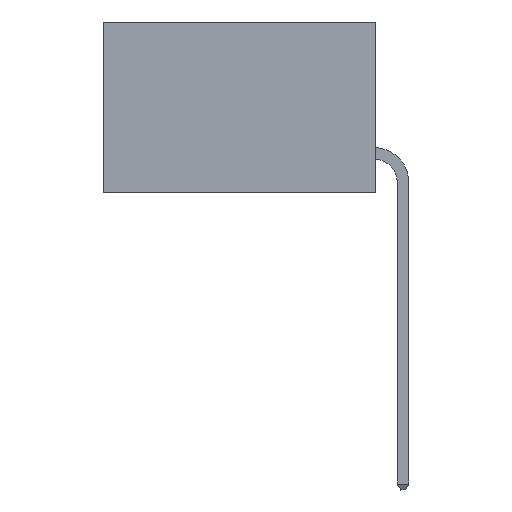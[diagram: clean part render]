
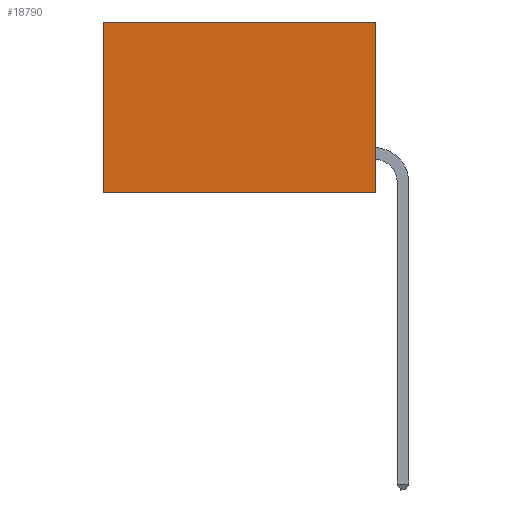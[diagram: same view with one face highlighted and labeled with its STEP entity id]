
A CAD part, left-side view. The second image highlights one B-rep face of the part: STEP entity #18790.
In plain terms, the highlighted planar face has unit normal (-1, 0, 0).
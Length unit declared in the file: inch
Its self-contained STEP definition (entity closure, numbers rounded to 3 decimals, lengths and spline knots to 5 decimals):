
#731 = LINE ( 'NONE', #2108, #9128 ) ;
#1375 = VECTOR ( 'NONE', #17803, 39.37008 ) ;
#1445 = PLANE ( 'NONE',  #6455 ) ;
#2108 = CARTESIAN_POINT ( 'NONE',  ( 0.277, 0.59, -0.37 ) ) ;
#2417 = VERTEX_POINT ( 'NONE', #10310 ) ;
#3128 = DIRECTION ( 'NONE',  ( 1., 0., 0. ) ) ;
#4487 = VECTOR ( 'NONE', #4785, 39.37008 ) ;
#4569 = CARTESIAN_POINT ( 'NONE',  ( 0.277, 0., -0.37 ) ) ;
#4708 = CARTESIAN_POINT ( 'NONE',  ( 0.277, 0., -0.37 ) ) ;
#4785 = DIRECTION ( 'NONE',  ( 0., 0., -1. ) ) ;
#4933 = ORIENTED_EDGE ( 'NONE', *, *, #13729, .F. ) ;
#5541 = EDGE_LOOP ( 'NONE', ( #9366, #19484, #4933, #19505 ) ) ;
#6406 = EDGE_CURVE ( 'NONE', #2417, #18627, #10574, .T. ) ;
#6455 = AXIS2_PLACEMENT_3D ( 'NONE', #19719, #3128, #14793 ) ;
#8941 = LINE ( 'NONE', #4708, #4487 ) ;
#9128 = VECTOR ( 'NONE', #19026, 39.37008 ) ;
#9270 = EDGE_CURVE ( 'NONE', #18627, #12978, #731, .T. ) ;
#9366 = ORIENTED_EDGE ( 'NONE', *, *, #9270, .T. ) ;
#10310 = CARTESIAN_POINT ( 'NONE',  ( 0.277, 0., 0. ) ) ;
#10574 = LINE ( 'NONE', #15933, #15463 ) ;
#11316 = CARTESIAN_POINT ( 'NONE',  ( 0.277, 0.59, -0.37 ) ) ;
#12786 = CARTESIAN_POINT ( 'NONE',  ( 0.277, 0., -0.37 ) ) ;
#12978 = VERTEX_POINT ( 'NONE', #11316 ) ;
#13667 = VERTEX_POINT ( 'NONE', #4569 ) ;
#13729 = EDGE_CURVE ( 'NONE', #2417, #13667, #8941, .T. ) ;
#14793 = DIRECTION ( 'NONE',  ( 0., 0., -1. ) ) ;
#15463 = VECTOR ( 'NONE', #15878, 39.37008 ) ;
#15705 = LINE ( 'NONE', #12786, #1375 ) ;
#15878 = DIRECTION ( 'NONE',  ( 0., 1., 0. ) ) ;
#15933 = CARTESIAN_POINT ( 'NONE',  ( 0.277, 0., 0. ) ) ;
#17803 = DIRECTION ( 'NONE',  ( 0., 1., 0. ) ) ;
#18627 = VERTEX_POINT ( 'NONE', #20694 ) ;
#18790 = ADVANCED_FACE ( 'NONE', ( #20915 ), #1445, .F. ) ;
#19026 = DIRECTION ( 'NONE',  ( 0., 0., -1. ) ) ;
#19484 = ORIENTED_EDGE ( 'NONE', *, *, #19903, .F. ) ;
#19505 = ORIENTED_EDGE ( 'NONE', *, *, #6406, .T. ) ;
#19719 = CARTESIAN_POINT ( 'NONE',  ( 0.277, 0., -0.37 ) ) ;
#19903 = EDGE_CURVE ( 'NONE', #13667, #12978, #15705, .T. ) ;
#20694 = CARTESIAN_POINT ( 'NONE',  ( 0.277, 0.59, 0. ) ) ;
#20915 = FACE_OUTER_BOUND ( 'NONE', #5541, .T. ) ;
